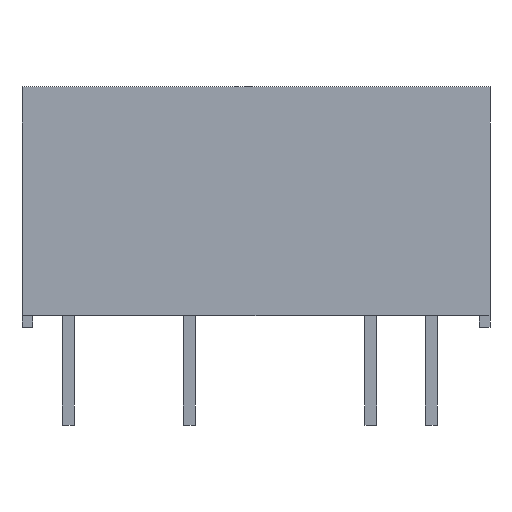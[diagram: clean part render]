
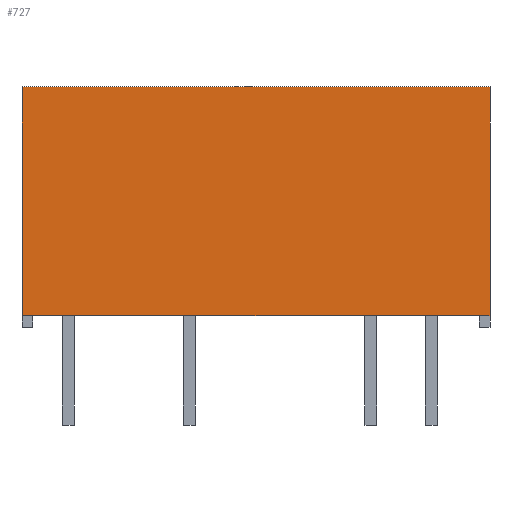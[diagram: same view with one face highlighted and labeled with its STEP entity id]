
A CAD part, left-side view. The second image highlights one B-rep face of the part: STEP entity #727.
In plain terms, the highlighted planar face has unit normal (-1, 0, 0).
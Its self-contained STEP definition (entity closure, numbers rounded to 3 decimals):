
#727 = ADVANCED_FACE('',(#728),#778,.F.);
#728 = FACE_BOUND('',#729,.F.);
#729 = EDGE_LOOP('',(#730,#740,#748,#756,#764,#772));
#730 = ORIENTED_EDGE('',*,*,#731,.F.);
#731 = EDGE_CURVE('',#732,#734,#736,.T.);
#732 = VERTEX_POINT('',#733);
#733 = CARTESIAN_POINT('',(0.,0.,0.));
#734 = VERTEX_POINT('',#735);
#735 = CARTESIAN_POINT('',(0.,0.,9.6));
#736 = LINE('',#737,#738);
#737 = CARTESIAN_POINT('',(0.,0.,0.));
#738 = VECTOR('',#739,1.);
#739 = DIRECTION('',(0.,0.,1.));
#740 = ORIENTED_EDGE('',*,*,#741,.T.);
#741 = EDGE_CURVE('',#732,#742,#744,.T.);
#742 = VERTEX_POINT('',#743);
#743 = CARTESIAN_POINT('',(0.,0.45,0.));
#744 = LINE('',#745,#746);
#745 = CARTESIAN_POINT('',(0.,0.,0.));
#746 = VECTOR('',#747,1.);
#747 = DIRECTION('',(0.,1.,0.));
#748 = ORIENTED_EDGE('',*,*,#749,.T.);
#749 = EDGE_CURVE('',#742,#750,#752,.T.);
#750 = VERTEX_POINT('',#751);
#751 = CARTESIAN_POINT('',(0.,19.2,0.));
#752 = LINE('',#753,#754);
#753 = CARTESIAN_POINT('',(0.,0.,0.));
#754 = VECTOR('',#755,1.);
#755 = DIRECTION('',(0.,1.,0.));
#756 = ORIENTED_EDGE('',*,*,#757,.T.);
#757 = EDGE_CURVE('',#750,#758,#760,.T.);
#758 = VERTEX_POINT('',#759);
#759 = CARTESIAN_POINT('',(0.,19.65,0.));
#760 = LINE('',#761,#762);
#761 = CARTESIAN_POINT('',(0.,0.,0.));
#762 = VECTOR('',#763,1.);
#763 = DIRECTION('',(0.,1.,0.));
#764 = ORIENTED_EDGE('',*,*,#765,.T.);
#765 = EDGE_CURVE('',#758,#766,#768,.T.);
#766 = VERTEX_POINT('',#767);
#767 = CARTESIAN_POINT('',(0.,19.65,9.6));
#768 = LINE('',#769,#770);
#769 = CARTESIAN_POINT('',(0.,19.65,0.));
#770 = VECTOR('',#771,1.);
#771 = DIRECTION('',(0.,0.,1.));
#772 = ORIENTED_EDGE('',*,*,#773,.F.);
#773 = EDGE_CURVE('',#734,#766,#774,.T.);
#774 = LINE('',#775,#776);
#775 = CARTESIAN_POINT('',(0.,0.,9.6));
#776 = VECTOR('',#777,1.);
#777 = DIRECTION('',(0.,1.,0.));
#778 = PLANE('',#779);
#779 = AXIS2_PLACEMENT_3D('',#780,#781,#782);
#780 = CARTESIAN_POINT('',(0.,0.,0.));
#781 = DIRECTION('',(1.,0.,0.));
#782 = DIRECTION('',(0.,0.,1.));
